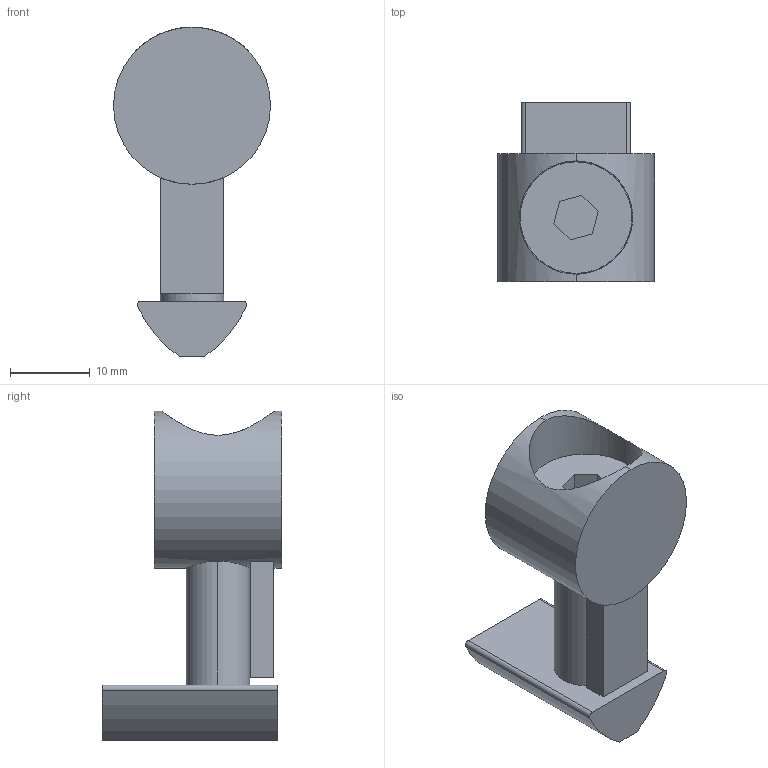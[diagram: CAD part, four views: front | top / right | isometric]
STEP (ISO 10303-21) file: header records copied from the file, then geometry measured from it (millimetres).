
FILE_DESCRIPTION (( 'STEP AP214' ), '1' );
FILE_NAME ('-7128041', '2019-02-04T10:14:30', ( '' ), ('JUGARD+KÜNSTNER GmbH'), 'SwSTEP 2.0', 'SolidWorks 2017', '' );
FILE_SCHEMA (( 'AUTOMOTIVE_DESIGN' ));
Length unit declared in the file: millimetre
Products named in the file (1): -7128041_CNAJF00
Bounding box: 19.7 x 22.5 x 41.35 mm (x, y, z)
Volume: 6419.6 mm3; surface area: 4147.6 mm2
Topology: 1 solids, 1 shells, 36 faces, 89 edges, 59 vertices
Faces by surface type: plane 21, cylinder 15
Entity records: 1255 total; most frequent: CARTESIAN_POINT 347, DIRECTION 185, ORIENTED_EDGE 178, EDGE_CURVE 89, AXIS2_PLACEMENT_3D 67, VERTEX_POINT 59, VECTOR 51, LINE 51
